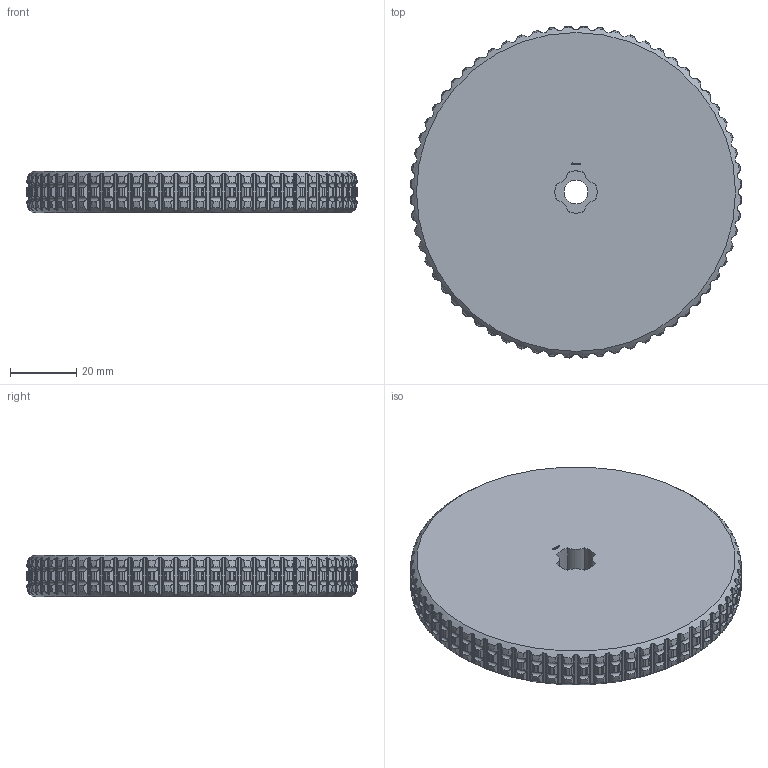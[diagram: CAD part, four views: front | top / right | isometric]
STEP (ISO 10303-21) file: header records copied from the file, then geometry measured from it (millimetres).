
FILE_DESCRIPTION(('FreeCAD Model'),'2;1');
FILE_NAME('Open CASCADE Shape Model','2023-12-20T21:04:07',(''),(''), 'Open CASCADE STEP processor 7.6','FreeCAD','Unknown');
FILE_SCHEMA(('AUTOMOTIVE_DESIGN { 1 0 10303 214 1 1 1 1 }'));
Products named in the file (1): Wheel GND TTRD PLN BU08.00x01.00 - SPN-WHL-0025 (stemfie.org)
Bounding box: 99.93 x 99.93 x 12.5 mm (x, y, z)
Volume: 93423.7 mm3; surface area: 20814.7 mm2
Topology: 1 solids, 1 shells, 1919 faces, 5591 edges, 3723 vertices
Faces by surface type: cylinder 717, plane 523, cone 287, torus 256, extrusion 136
Full cylindrical faces by diameter (mm): 2 x4, 7.2 x1
Entity records: 209748 total; most frequent: CARTESIAN_POINT 98702, DIRECTION 13678, ORIENTED_EDGE 11182, PCURVE 11182, DEFINITIONAL_REPRESENTATION 11182, B_SPLINE_CURVE_WITH_KNOTS 7996, VECTOR 7518, LINE 7382
